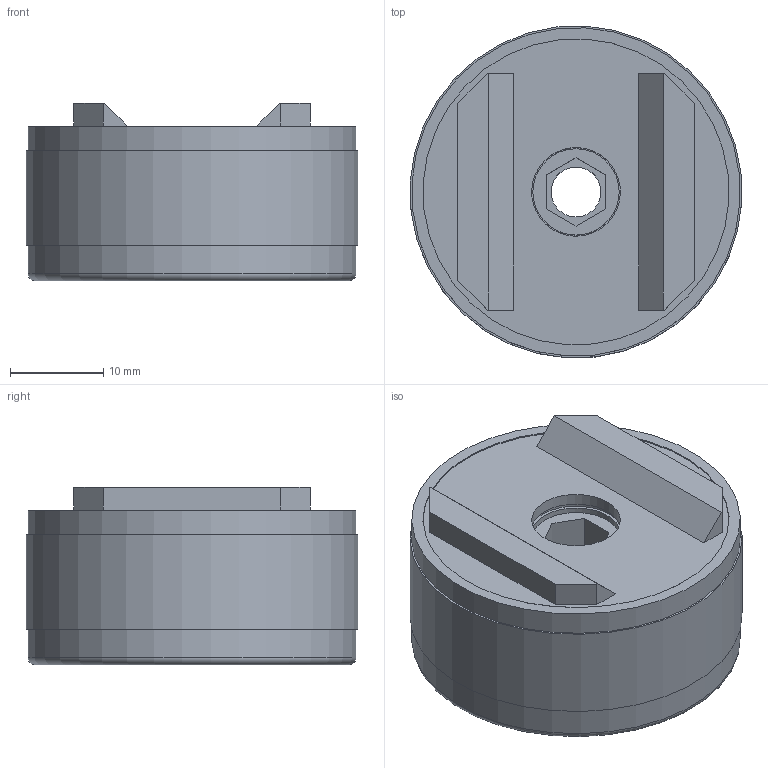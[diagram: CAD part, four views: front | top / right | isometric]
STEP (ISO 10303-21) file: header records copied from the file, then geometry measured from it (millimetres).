
FILE_DESCRIPTION(/* description */ (''),/* implementation_level */ '2;1');
FILE_NAME(/* name */ 'MH214-3A.stp',/* time_stamp */ '2017-05-05T17:26:16-04:00',/* author */ ('aneininger'),/* organization */ ('CONNECTION TECHNOLOGY CENTER'),/* preprocessor_version */ 'ST-DEVELOPER v16.5',/* originating_system */ 'Autodesk Inventor 2017',/* authorisation */ '');
FILE_SCHEMA (('AUTOMOTIVE_DESIGN { 1 0 10303 214 3 1 1 }'));
Length unit declared in the file: inch
Products named in the file (1): Part19
Bounding box: 35.62 x 35.62 x 19.05 mm (x, y, z)
Volume: 16223.7 mm3; surface area: 5097.3 mm2
Topology: 1 solids, 1 shells, 44 faces, 94 edges, 64 vertices
Faces by surface type: plane 32, cylinder 11, torus 1
Full cylindrical faces by diameter (mm): 5.359 x1, 7.747 x1, 7.798 x1, 9.271 x1, 9.525 x2, 10.201 x1, 32.893 x1, 35.306 x2, 35.687 x1
Entity records: 1196 total; most frequent: DIRECTION 190, CARTESIAN_POINT 181, ORIENTED_EDGE 154, EDGE_CURVE 77, EDGE_LOOP 70, AXIS2_PLACEMENT_3D 68, VERTEX_POINT 59, LINE 54
